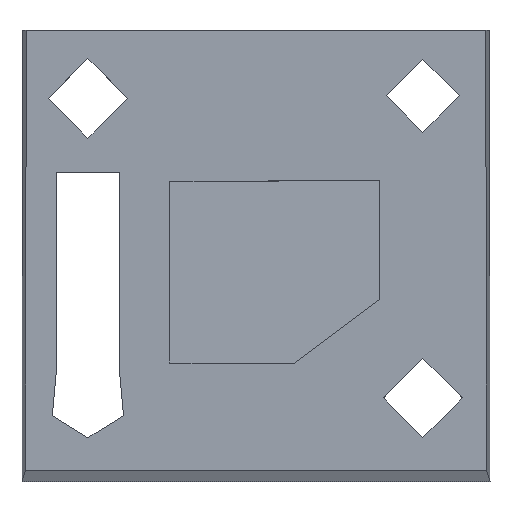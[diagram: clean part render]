
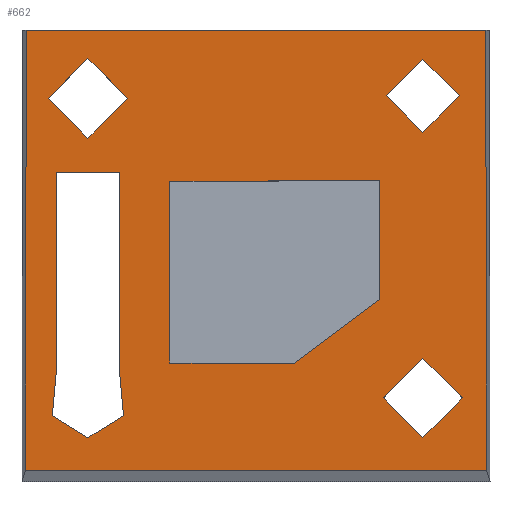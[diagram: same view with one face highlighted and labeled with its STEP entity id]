
A CAD part, top view. The second image highlights one B-rep face of the part: STEP entity #662.
In plain terms, the highlighted planar face has unit normal (0, -0.04, 0.999).
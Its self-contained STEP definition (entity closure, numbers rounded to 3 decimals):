
#25=ELLIPSE('',#704,12.51,12.5);
#26=ELLIPSE('',#706,12.51,12.5);
#27=ELLIPSE('',#708,12.51,12.5);
#28=ELLIPSE('',#710,11.509,11.5);
#35=FACE_BOUND('',#264,.T.);
#36=FACE_BOUND('',#265,.T.);
#37=FACE_BOUND('',#266,.T.);
#38=FACE_BOUND('',#267,.T.);
#39=FACE_BOUND('',#268,.T.);
#84=LINE('',#1138,#160);
#87=LINE('',#1143,#163);
#89=LINE('',#1147,#165);
#99=LINE('',#1177,#175);
#102=LINE('',#1182,#178);
#104=LINE('',#1186,#180);
#106=LINE('',#1190,#182);
#107=LINE('',#1192,#183);
#109=LINE('',#1197,#185);
#112=LINE('',#1202,#188);
#113=LINE('',#1205,#189);
#114=LINE('',#1206,#190);
#160=VECTOR('',#812,10.);
#163=VECTOR('',#817,10.);
#165=VECTOR('',#821,10.);
#175=VECTOR('',#851,10.);
#178=VECTOR('',#856,10.);
#180=VECTOR('',#860,10.);
#182=VECTOR('',#864,10.);
#183=VECTOR('',#867,10.);
#185=VECTOR('',#871,10.);
#188=VECTOR('',#876,10.);
#189=VECTOR('',#879,10.);
#190=VECTOR('',#880,10.);
#223=FACE_OUTER_BOUND('',#263,.T.);
#263=EDGE_LOOP('',(#578,#579,#580,#581));
#264=EDGE_LOOP('',(#582,#583,#584,#585));
#265=EDGE_LOOP('',(#586));
#266=EDGE_LOOP('',(#587,#588,#589,#590,#591));
#267=EDGE_LOOP('',(#592));
#268=EDGE_LOOP('',(#593));
#314=VERTEX_POINT('',#1135);
#315=VERTEX_POINT('',#1137);
#316=VERTEX_POINT('',#1141);
#317=VERTEX_POINT('',#1145);
#318=VERTEX_POINT('',#1151);
#319=VERTEX_POINT('',#1155);
#320=VERTEX_POINT('',#1159);
#326=VERTEX_POINT('',#1174);
#327=VERTEX_POINT('',#1176);
#328=VERTEX_POINT('',#1180);
#329=VERTEX_POINT('',#1184);
#330=VERTEX_POINT('',#1188);
#331=VERTEX_POINT('',#1194);
#332=VERTEX_POINT('',#1196);
#333=VERTEX_POINT('',#1200);
#334=VERTEX_POINT('',#1204);
#388=EDGE_CURVE('',#315,#314,#84,.T.);
#391=EDGE_CURVE('',#314,#316,#87,.T.);
#393=EDGE_CURVE('',#316,#317,#89,.T.);
#394=EDGE_CURVE('',#317,#315,#25,.T.);
#395=EDGE_CURVE('',#318,#318,#26,.T.);
#397=EDGE_CURVE('',#319,#319,#27,.T.);
#399=EDGE_CURVE('',#320,#320,#28,.T.);
#407=EDGE_CURVE('',#327,#326,#99,.T.);
#410=EDGE_CURVE('',#326,#328,#102,.T.);
#412=EDGE_CURVE('',#328,#329,#104,.T.);
#414=EDGE_CURVE('',#329,#330,#106,.T.);
#415=EDGE_CURVE('',#330,#327,#107,.T.);
#417=EDGE_CURVE('',#332,#331,#109,.T.);
#420=EDGE_CURVE('',#331,#333,#112,.T.);
#421=EDGE_CURVE('',#334,#333,#113,.T.);
#422=EDGE_CURVE('',#332,#334,#114,.T.);
#578=ORIENTED_EDGE('',*,*,#420,.T.);
#579=ORIENTED_EDGE('',*,*,#421,.F.);
#580=ORIENTED_EDGE('',*,*,#422,.F.);
#581=ORIENTED_EDGE('',*,*,#417,.T.);
#582=ORIENTED_EDGE('',*,*,#388,.T.);
#583=ORIENTED_EDGE('',*,*,#391,.T.);
#584=ORIENTED_EDGE('',*,*,#393,.T.);
#585=ORIENTED_EDGE('',*,*,#394,.T.);
#586=ORIENTED_EDGE('',*,*,#397,.T.);
#587=ORIENTED_EDGE('',*,*,#410,.T.);
#588=ORIENTED_EDGE('',*,*,#412,.T.);
#589=ORIENTED_EDGE('',*,*,#414,.T.);
#590=ORIENTED_EDGE('',*,*,#415,.T.);
#591=ORIENTED_EDGE('',*,*,#407,.T.);
#592=ORIENTED_EDGE('',*,*,#395,.T.);
#593=ORIENTED_EDGE('',*,*,#399,.T.);
#628=PLANE('',#719);
#662=ADVANCED_FACE('',(#223,#35,#36,#37,#38,#39),#628,.T.);
#704=AXIS2_PLACEMENT_3D('',#1149,#824,#825);
#706=AXIS2_PLACEMENT_3D('',#1152,#828,#829);
#708=AXIS2_PLACEMENT_3D('',#1156,#833,#834);
#710=AXIS2_PLACEMENT_3D('',#1160,#838,#839);
#719=AXIS2_PLACEMENT_3D('',#1203,#877,#878);
#812=DIRECTION('',(0.,0.999,0.04));
#817=DIRECTION('',(1.,0.,0.));
#821=DIRECTION('',(0.,-0.999,-0.04));
#824=DIRECTION('center_axis',(0.,0.04,-0.999));
#825=DIRECTION('ref_axis',(0.,-0.999,-0.04));
#828=DIRECTION('center_axis',(0.,0.04,-0.999));
#829=DIRECTION('ref_axis',(0.,-0.999,-0.04));
#833=DIRECTION('center_axis',(0.,0.04,-0.999));
#834=DIRECTION('ref_axis',(0.,-0.999,-0.04));
#838=DIRECTION('center_axis',(0.,0.04,-0.999));
#839=DIRECTION('ref_axis',(0.,-0.999,-0.04));
#851=DIRECTION('',(-1.,0.,0.));
#856=DIRECTION('',(0.,0.999,0.04));
#860=DIRECTION('',(1.,0.005,0.));
#864=DIRECTION('',(0.,-0.999,-0.04));
#867=DIRECTION('',(-0.801,-0.598,-0.024));
#871=DIRECTION('',(-0.002,-0.999,-0.04));
#876=DIRECTION('',(1.,0.,0.));
#877=DIRECTION('center_axis',(0.,-0.04,0.999));
#878=DIRECTION('ref_axis',(1.,0.,0.));
#879=DIRECTION('',(0.002,-0.999,-0.04));
#880=DIRECTION('',(1.,0.,0.));
#1135=CARTESIAN_POINT('',(27.178,123.,99.275));
#1137=CARTESIAN_POINT('',(27.178,59.525,96.726));
#1138=CARTESIAN_POINT('',(27.178,95.968,98.19));
#1141=CARTESIAN_POINT('',(47.178,123.,99.275));
#1143=CARTESIAN_POINT('',(64.712,123.,99.275));
#1145=CARTESIAN_POINT('',(47.178,59.525,96.726));
#1147=CARTESIAN_POINT('',(47.178,95.968,98.19));
#1149=CARTESIAN_POINT('Origin',(37.178,52.025,96.425));
#1151=CARTESIAN_POINT('',(129.921,52.025,96.425));
#1152=CARTESIAN_POINT('Origin',(142.421,52.025,96.425));
#1155=CARTESIAN_POINT('',(24.678,146.169,100.206));
#1156=CARTESIAN_POINT('Origin',(37.178,146.169,100.206));
#1159=CARTESIAN_POINT('',(130.921,147.007,100.24));
#1160=CARTESIAN_POINT('Origin',(142.421,147.007,100.24));
#1174=CARTESIAN_POINT('',(62.941,63.,96.865));
#1176=CARTESIAN_POINT('',(102.097,63.,96.865));
#1177=CARTESIAN_POINT('',(87.382,63.,96.865));
#1180=CARTESIAN_POINT('',(62.941,120.042,99.157));
#1182=CARTESIAN_POINT('',(62.941,96.218,98.2));
#1184=CARTESIAN_POINT('',(128.915,120.361,99.169));
#1186=CARTESIAN_POINT('',(94.04,120.192,99.163));
#1188=CARTESIAN_POINT('',(128.915,83.,97.669));
#1190=CARTESIAN_POINT('',(128.915,101.293,98.403));
#1192=CARTESIAN_POINT('',(114.736,72.426,97.244));
#1194=CARTESIAN_POINT('',(17.523,29.337,95.513));
#1196=CARTESIAN_POINT('',(17.814,167.5,101.063));
#1197=CARTESIAN_POINT('',(17.67,99.18,98.319));
#1200=CARTESIAN_POINT('',(162.477,29.337,95.513));
#1202=CARTESIAN_POINT('',(91.123,29.337,95.513));
#1203=CARTESIAN_POINT('Origin',(92.245,101.075,98.395));
#1204=CARTESIAN_POINT('',(162.186,167.5,101.063));
#1205=CARTESIAN_POINT('',(162.33,99.175,98.318));
#1206=CARTESIAN_POINT('',(91.123,167.5,101.063));
